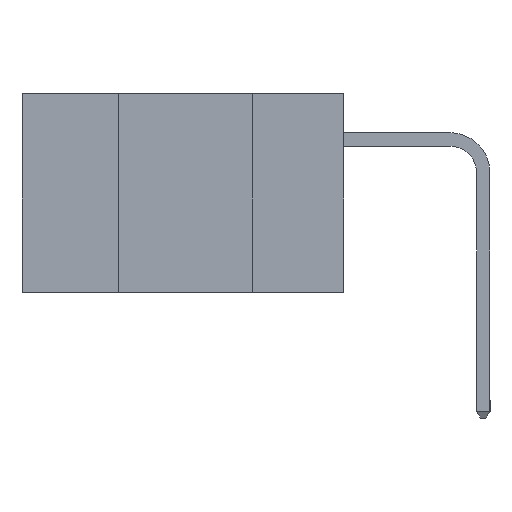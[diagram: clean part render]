
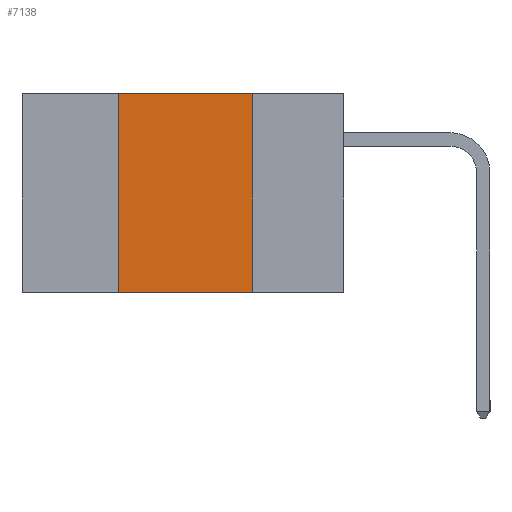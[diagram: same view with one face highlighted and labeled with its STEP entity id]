
A CAD part, left-side view. The second image highlights one B-rep face of the part: STEP entity #7138.
In plain terms, the highlighted planar face has unit normal (-1, 0, 0).
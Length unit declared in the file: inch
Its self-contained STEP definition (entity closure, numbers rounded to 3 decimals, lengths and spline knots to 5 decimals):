
#827 = DIRECTION ( 'NONE',  ( 0., 0., 1. ) ) ;
#885 = EDGE_CURVE ( 'NONE', #23976, #910, #8512, .T. ) ;
#898 = CARTESIAN_POINT ( 'NONE',  ( 0., 0.6, -0.37 ) ) ;
#910 = VERTEX_POINT ( 'NONE', #8581 ) ;
#925 = DIRECTION ( 'NONE',  ( 0., -1., 0. ) ) ;
#2484 = VECTOR ( 'NONE', #6367, 39.37008 ) ;
#2538 = VECTOR ( 'NONE', #925, 39.37008 ) ;
#2957 = ORIENTED_EDGE ( 'NONE', *, *, #4610, .F. ) ;
#4610 = EDGE_CURVE ( 'NONE', #5775, #910, #14693, .T. ) ;
#5775 = VERTEX_POINT ( 'NONE', #16428 ) ;
#6367 = DIRECTION ( 'NONE',  ( 0., -1., 0. ) ) ;
#7138 = ADVANCED_FACE ( 'NONE', ( #11148 ), #15970, .F. ) ;
#8459 = LINE ( 'NONE', #16280, #2484 ) ;
#8512 = LINE ( 'NONE', #898, #2538 ) ;
#8581 = CARTESIAN_POINT ( 'NONE',  ( 0., 0.17, -0.37 ) ) ;
#9579 = ORIENTED_EDGE ( 'NONE', *, *, #20543, .F. ) ;
#11056 = LINE ( 'NONE', #24538, #15695 ) ;
#11148 = FACE_OUTER_BOUND ( 'NONE', #12676, .T. ) ;
#12676 = EDGE_LOOP ( 'NONE', ( #2957, #13619, #9579, #14845 ) ) ;
#13619 = ORIENTED_EDGE ( 'NONE', *, *, #16634, .F. ) ;
#14087 = VECTOR ( 'NONE', #19814, 39.37008 ) ;
#14314 = CARTESIAN_POINT ( 'NONE',  ( 0., 0.42, 0. ) ) ;
#14693 = LINE ( 'NONE', #19310, #14087 ) ;
#14845 = ORIENTED_EDGE ( 'NONE', *, *, #885, .T. ) ;
#15695 = VECTOR ( 'NONE', #827, 39.37008 ) ;
#15858 = DIRECTION ( 'NONE',  ( 0., 0., -1. ) ) ;
#15861 = DIRECTION ( 'NONE',  ( 1., 0., 0. ) ) ;
#15970 = PLANE ( 'NONE',  #22046 ) ;
#16145 = CARTESIAN_POINT ( 'NONE',  ( 0., 0.6, 0. ) ) ;
#16280 = CARTESIAN_POINT ( 'NONE',  ( 0., 0.6, 0. ) ) ;
#16428 = CARTESIAN_POINT ( 'NONE',  ( 0., 0.17, 0. ) ) ;
#16634 = EDGE_CURVE ( 'NONE', #20455, #5775, #8459, .T. ) ;
#17657 = CARTESIAN_POINT ( 'NONE',  ( 0., 0.42, -0.37 ) ) ;
#19310 = CARTESIAN_POINT ( 'NONE',  ( 0., 0.17, -0.37 ) ) ;
#19814 = DIRECTION ( 'NONE',  ( 0., 0., -1. ) ) ;
#20455 = VERTEX_POINT ( 'NONE', #14314 ) ;
#20543 = EDGE_CURVE ( 'NONE', #23976, #20455, #11056, .T. ) ;
#22046 = AXIS2_PLACEMENT_3D ( 'NONE', #16145, #15861, #15858 ) ;
#23976 = VERTEX_POINT ( 'NONE', #17657 ) ;
#24538 = CARTESIAN_POINT ( 'NONE',  ( 0., 0.42, -0.37 ) ) ;
